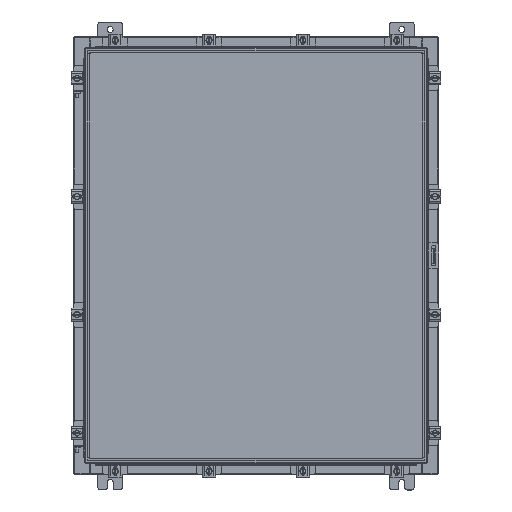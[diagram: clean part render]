
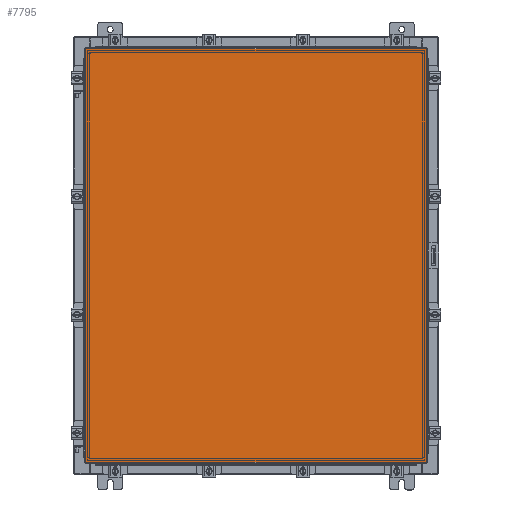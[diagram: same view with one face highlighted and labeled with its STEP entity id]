
A CAD part, top view. The second image highlights one B-rep face of the part: STEP entity #7795.
In plain terms, the highlighted planar face has unit normal (0, 0, 1).
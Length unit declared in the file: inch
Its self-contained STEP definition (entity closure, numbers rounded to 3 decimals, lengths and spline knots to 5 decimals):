
#684 = ORIENTED_EDGE ( 'NONE', *, *, #19254, .T. ) ;
#1385 = AXIS2_PLACEMENT_3D ( 'NONE', #18059, #21849, #10555 ) ;
#2827 = VERTEX_POINT ( 'NONE', #8220 ) ;
#3196 = ORIENTED_EDGE ( 'NONE', *, *, #13358, .T. ) ;
#5093 = EDGE_LOOP ( 'NONE', ( #11624, #17256, #684, #3196 ) ) ;
#6859 = FACE_OUTER_BOUND ( 'NONE', #5093, .T. ) ;
#7795 = ADVANCED_FACE ( 'NONE', ( #6859 ), #14264, .F. ) ;
#8220 = CARTESIAN_POINT ( 'NONE',  ( -13.9903, -17.0063, 0. ) ) ;
#9203 = CARTESIAN_POINT ( 'NONE',  ( 13.9903, 17.0063, 0. ) ) ;
#10082 = LINE ( 'NONE', #14311, #19530 ) ;
#10555 = DIRECTION ( 'NONE',  ( -1., 0., 0. ) ) ;
#10600 = DIRECTION ( 'NONE',  ( 0., 1., 0. ) ) ;
#11328 = VERTEX_POINT ( 'NONE', #17833 ) ;
#11431 = CARTESIAN_POINT ( 'NONE',  ( 13.9903, -17.0063, 0. ) ) ;
#11624 = ORIENTED_EDGE ( 'NONE', *, *, #15282, .T. ) ;
#11996 = VECTOR ( 'NONE', #16079, 39.37008 ) ;
#12098 = CARTESIAN_POINT ( 'NONE',  ( -13.9903, 17.0063, 0. ) ) ;
#13358 = EDGE_CURVE ( 'NONE', #11328, #2827, #21805, .T. ) ;
#13781 = VERTEX_POINT ( 'NONE', #11431 ) ;
#14264 = PLANE ( 'NONE',  #1385 ) ;
#14311 = CARTESIAN_POINT ( 'NONE',  ( 13.9903, -17.0063, 0. ) ) ;
#14644 = CARTESIAN_POINT ( 'NONE',  ( 13.9903, 17.0063, 0. ) ) ;
#15282 = EDGE_CURVE ( 'NONE', #2827, #13781, #17009, .T. ) ;
#15900 = DIRECTION ( 'NONE',  ( 0., -1., 0. ) ) ;
#16079 = DIRECTION ( 'NONE',  ( 1., 0., 0. ) ) ;
#16790 = VECTOR ( 'NONE', #15900, 39.37008 ) ;
#16940 = VECTOR ( 'NONE', #22431, 39.37008 ) ;
#17009 = LINE ( 'NONE', #23588, #11996 ) ;
#17238 = VERTEX_POINT ( 'NONE', #14644 ) ;
#17256 = ORIENTED_EDGE ( 'NONE', *, *, #20391, .T. ) ;
#17833 = CARTESIAN_POINT ( 'NONE',  ( -13.9903, 17.0063, 0. ) ) ;
#18059 = CARTESIAN_POINT ( 'NONE',  ( 0., 0., 0. ) ) ;
#19254 = EDGE_CURVE ( 'NONE', #17238, #11328, #21353, .T. ) ;
#19530 = VECTOR ( 'NONE', #10600, 39.37008 ) ;
#20391 = EDGE_CURVE ( 'NONE', #13781, #17238, #10082, .T. ) ;
#21353 = LINE ( 'NONE', #9203, #16940 ) ;
#21805 = LINE ( 'NONE', #12098, #16790 ) ;
#21849 = DIRECTION ( 'NONE',  ( 0., 0., -1. ) ) ;
#22431 = DIRECTION ( 'NONE',  ( -1., 0., 0. ) ) ;
#23588 = CARTESIAN_POINT ( 'NONE',  ( -13.9903, -17.0063, 0. ) ) ;
